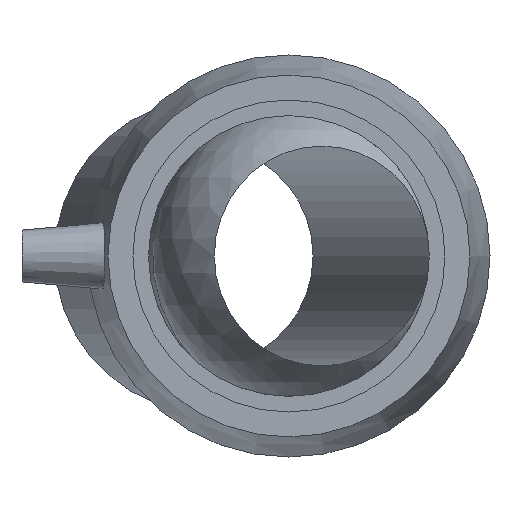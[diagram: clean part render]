
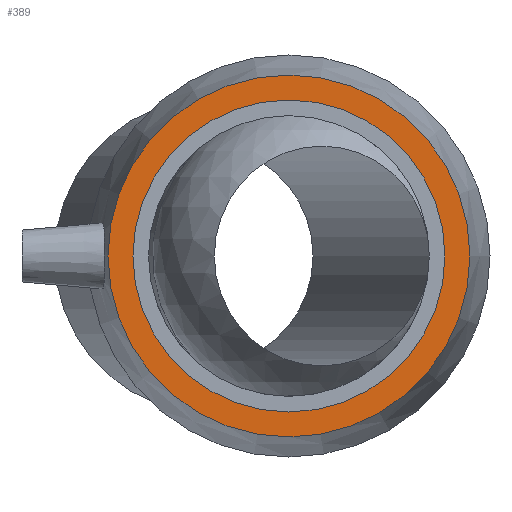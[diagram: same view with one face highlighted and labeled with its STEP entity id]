
A CAD part, left-side view. The second image highlights one B-rep face of the part: STEP entity #389.
In plain terms, the highlighted planar face has unit normal (-1, 0, 0).
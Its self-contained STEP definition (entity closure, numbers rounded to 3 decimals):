
#49=PLANE('',#457);
#76=FACE_BOUND('',#168,.T.);
#109=FACE_OUTER_BOUND('',#167,.T.);
#167=EDGE_LOOP('',(#347));
#168=EDGE_LOOP('',(#348));
#199=CIRCLE('',#456,45.);
#200=CIRCLE('',#458,52.2);
#233=VERTEX_POINT('',#877);
#234=VERTEX_POINT('',#880);
#272=EDGE_CURVE('',#233,#233,#199,.T.);
#273=EDGE_CURVE('',#234,#234,#200,.T.);
#347=ORIENTED_EDGE('',*,*,#273,.F.);
#348=ORIENTED_EDGE('',*,*,#272,.T.);
#389=ADVANCED_FACE('',(#109,#76),#49,.T.);
#456=AXIS2_PLACEMENT_3D('',#878,#588,#589);
#457=AXIS2_PLACEMENT_3D('',#879,#590,#591);
#458=AXIS2_PLACEMENT_3D('',#881,#592,#593);
#588=DIRECTION('center_axis',(1.,0.,0.));
#589=DIRECTION('ref_axis',(0.,0.,-1.));
#590=DIRECTION('center_axis',(-1.,0.,0.));
#591=DIRECTION('ref_axis',(0.,0.,1.));
#592=DIRECTION('center_axis',(1.,0.,0.));
#593=DIRECTION('ref_axis',(0.,0.,-1.));
#877=CARTESIAN_POINT('',(-67.725,45.,0.));
#878=CARTESIAN_POINT('Origin',(-67.725,0.,0.));
#879=CARTESIAN_POINT('Origin',(-67.725,52.2,0.));
#880=CARTESIAN_POINT('',(-67.725,52.2,0.));
#881=CARTESIAN_POINT('Origin',(-67.725,0.,0.));
